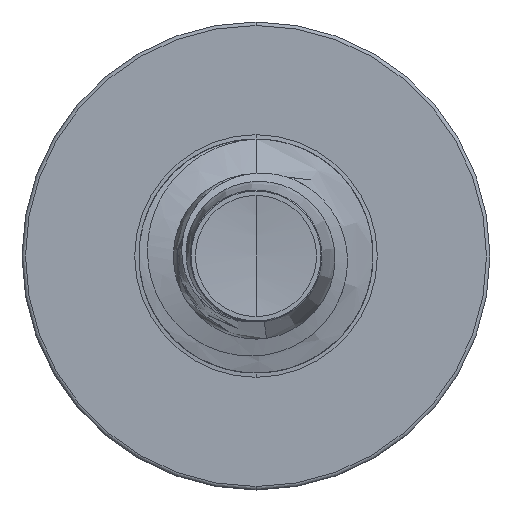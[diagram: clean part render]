
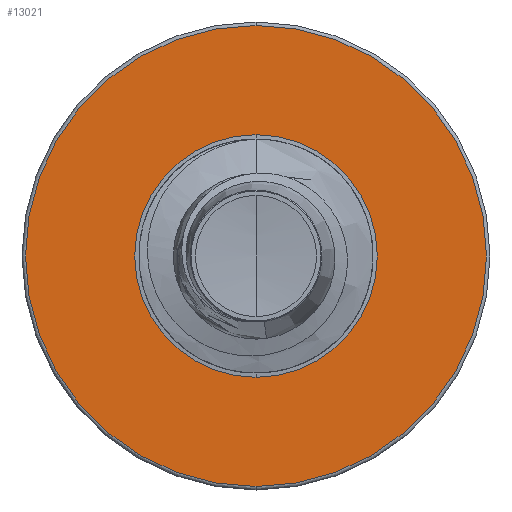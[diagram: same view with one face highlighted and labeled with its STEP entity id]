
A CAD part, front view. The second image highlights one B-rep face of the part: STEP entity #13021.
In plain terms, the highlighted planar face has unit normal (0, -1, 0).
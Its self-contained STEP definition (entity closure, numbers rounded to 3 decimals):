
#353 = CIRCLE ( 'NONE', #2924, 2.463 ) ;
#668 = ORIENTED_EDGE ( 'NONE', *, *, #16077, .F. ) ;
#1482 = DIRECTION ( 'NONE',  ( 0., 0., 1. ) ) ;
#1674 = ORIENTED_EDGE ( 'NONE', *, *, #10199, .T. ) ;
#2132 = AXIS2_PLACEMENT_3D ( 'NONE', #11359, #3641, #12606 ) ;
#2191 = CARTESIAN_POINT ( 'NONE',  ( 0., 11., -1.296 ) ) ;
#2298 = FACE_OUTER_BOUND ( 'NONE', #13930, .T. ) ;
#2774 = CARTESIAN_POINT ( 'NONE',  ( 0., 11., 0. ) ) ;
#2787 = PLANE ( 'NONE',  #15761 ) ;
#2924 = AXIS2_PLACEMENT_3D ( 'NONE', #11463, #3755, #12711 ) ;
#3493 = VERTEX_POINT ( 'NONE', #2191 ) ;
#3641 = DIRECTION ( 'NONE',  ( 0., 1., 0. ) ) ;
#3755 = DIRECTION ( 'NONE',  ( 0., 1., 0. ) ) ;
#4119 = DIRECTION ( 'NONE',  ( 0., 0., 1. ) ) ;
#4130 = DIRECTION ( 'NONE',  ( 0., 1., 0. ) ) ;
#4249 = CARTESIAN_POINT ( 'NONE',  ( 0., 11., 2.463 ) ) ;
#4308 = ORIENTED_EDGE ( 'NONE', *, *, #12921, .F. ) ;
#6039 = AXIS2_PLACEMENT_3D ( 'NONE', #2774, #11811, #4119 ) ;
#6787 = CARTESIAN_POINT ( 'NONE',  ( 0., 11., 1.296 ) ) ;
#7060 = CIRCLE ( 'NONE', #2132, 1.296 ) ;
#7231 = VERTEX_POINT ( 'NONE', #6787 ) ;
#8849 = FACE_BOUND ( 'NONE', #11086, .T. ) ;
#9336 = DIRECTION ( 'NONE',  ( 0., 1., 0. ) ) ;
#9856 = CIRCLE ( 'NONE', #6039, 1.296 ) ;
#9884 = VERTEX_POINT ( 'NONE', #16539 ) ;
#10199 = EDGE_CURVE ( 'NONE', #3493, #7231, #9856, .T. ) ;
#10480 = ORIENTED_EDGE ( 'NONE', *, *, #11975, .T. ) ;
#11086 = EDGE_LOOP ( 'NONE', ( #10480, #1674 ) ) ;
#11359 = CARTESIAN_POINT ( 'NONE',  ( 0., 11., 0. ) ) ;
#11463 = CARTESIAN_POINT ( 'NONE',  ( 0., 11., 0. ) ) ;
#11811 = DIRECTION ( 'NONE',  ( 0., 1., 0. ) ) ;
#11824 = CARTESIAN_POINT ( 'NONE',  ( 0., 11., 0. ) ) ;
#11975 = EDGE_CURVE ( 'NONE', #7231, #3493, #7060, .T. ) ;
#12592 = CIRCLE ( 'NONE', #13336, 2.463 ) ;
#12606 = DIRECTION ( 'NONE',  ( 0., 0., 1. ) ) ;
#12711 = DIRECTION ( 'NONE',  ( 0., 0., 1. ) ) ;
#12921 = EDGE_CURVE ( 'NONE', #9884, #13223, #12592, .T. ) ;
#13021 = ADVANCED_FACE ( 'NONE', ( #2298, #8849 ), #2787, .F. ) ;
#13065 = DIRECTION ( 'NONE',  ( 0., 0., 1. ) ) ;
#13223 = VERTEX_POINT ( 'NONE', #4249 ) ;
#13336 = AXIS2_PLACEMENT_3D ( 'NONE', #11824, #4130, #13065 ) ;
#13930 = EDGE_LOOP ( 'NONE', ( #668, #4308 ) ) ;
#15502 = CARTESIAN_POINT ( 'NONE',  ( 0., 11., -1.296 ) ) ;
#15761 = AXIS2_PLACEMENT_3D ( 'NONE', #15502, #9336, #1482 ) ;
#16077 = EDGE_CURVE ( 'NONE', #13223, #9884, #353, .T. ) ;
#16539 = CARTESIAN_POINT ( 'NONE',  ( 0., 11., -2.462 ) ) ;
